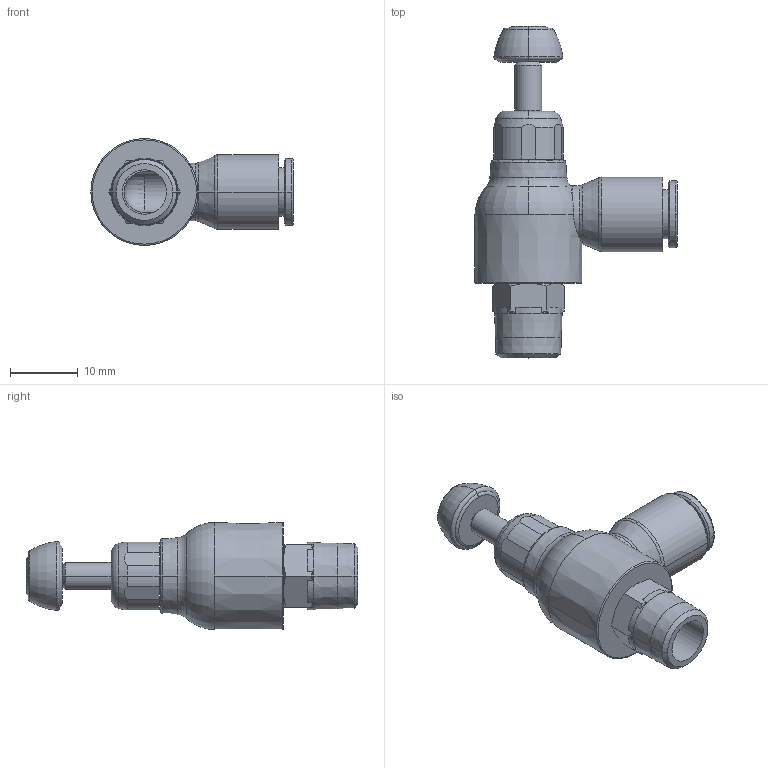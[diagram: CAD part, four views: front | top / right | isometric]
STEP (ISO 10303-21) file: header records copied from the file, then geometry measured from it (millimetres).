
FILE_DESCRIPTION(('STEP AP214'),'1');
FILE_NAME('7067_06_10.stp','2016-07-07T14:31:54',('TraceParts'),('TraceParts S.A.'),'Spatial InterOp 3D',' ',' ');
FILE_SCHEMA(('automotive_design'));
Length unit declared in the file: millimetre
Products named in the file (1): 1
Bounding box: 29.86 x 49 x 15.8 mm (x, y, z)
Volume: 4803.7 mm3; surface area: 3568.8 mm2
Topology: 1 solids, 1 shells, 125 faces, 326 edges, 207 vertices
Faces by surface type: cone 36, plane 28, torus 27, cylinder 26, revolution 6, sphere 2
Entity records: 4161 total; most frequent: CARTESIAN_POINT 1037, DIRECTION 707, ORIENTED_EDGE 648, EDGE_CURVE 324, AXIS2_PLACEMENT_3D 304, VERTEX_POINT 207, CIRCLE 184, EDGE_LOOP 133
